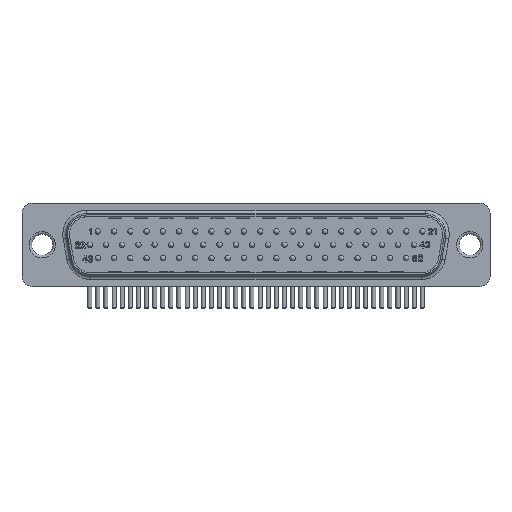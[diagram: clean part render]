
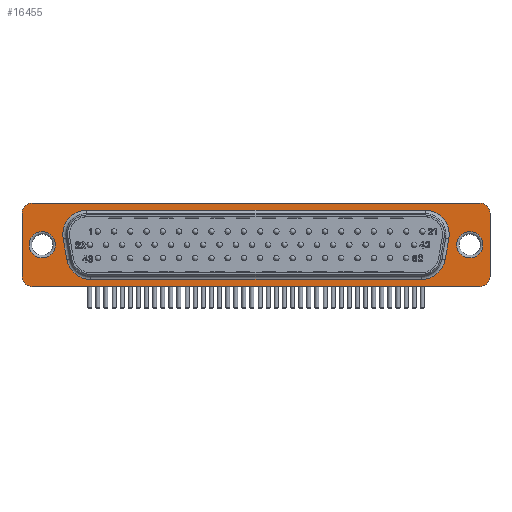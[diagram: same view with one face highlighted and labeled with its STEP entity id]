
A CAD part, top view. The second image highlights one B-rep face of the part: STEP entity #16455.
In plain terms, the highlighted face is planar.
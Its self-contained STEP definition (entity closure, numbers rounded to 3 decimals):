
#1174=FACE_BOUND('',#4535,.T.);
#1175=FACE_BOUND('',#4536,.T.);
#1176=FACE_BOUND('',#4537,.T.);
#1583=PLANE('',#18221);
#2718=FACE_OUTER_BOUND('',#4534,.T.);
#4534=EDGE_LOOP('',(#14184,#14185,#14186,#14187,#14188,#14189,#14190,#14191));
#4535=EDGE_LOOP('',(#14192));
#4536=EDGE_LOOP('',(#14193,#14194,#14195,#14196,#14197,#14198,#14199,#14200));
#4537=EDGE_LOOP('',(#14201));
#5452=LINE('',#32908,#6558);
#5453=LINE('',#32912,#6559);
#5454=LINE('',#32916,#6560);
#5455=LINE('',#32919,#6561);
#5456=LINE('',#32924,#6562);
#5457=LINE('',#32928,#6563);
#5458=LINE('',#32932,#6564);
#5459=LINE('',#32936,#6565);
#6558=VECTOR('',#22225,66.5);
#6559=VECTOR('',#22228,9.4);
#6560=VECTOR('',#22231,66.5);
#6561=VECTOR('',#22234,9.4);
#6562=VECTOR('',#22237,49.107);
#6563=VECTOR('',#22240,3.148);
#6564=VECTOR('',#22243,50.2);
#6565=VECTOR('',#22246,3.148);
#7798=CIRCLE('',#18220,1.95);
#7799=CIRCLE('',#18222,1.5);
#7800=CIRCLE('',#18223,1.5);
#7801=CIRCLE('',#18224,1.5);
#7802=CIRCLE('',#18225,1.5);
#7803=CIRCLE('',#18226,1.95);
#7804=CIRCLE('',#18227,3.6);
#7805=CIRCLE('',#18228,3.6);
#7806=CIRCLE('',#18229,3.6);
#7807=CIRCLE('',#18230,3.6);
#8992=VERTEX_POINT('',#32901);
#8993=VERTEX_POINT('',#32904);
#8994=VERTEX_POINT('',#32905);
#8995=VERTEX_POINT('',#32907);
#8996=VERTEX_POINT('',#32909);
#8997=VERTEX_POINT('',#32911);
#8998=VERTEX_POINT('',#32913);
#8999=VERTEX_POINT('',#32915);
#9000=VERTEX_POINT('',#32917);
#9001=VERTEX_POINT('',#32920);
#9002=VERTEX_POINT('',#32922);
#9003=VERTEX_POINT('',#32923);
#9004=VERTEX_POINT('',#32925);
#9005=VERTEX_POINT('',#32927);
#9006=VERTEX_POINT('',#32929);
#9007=VERTEX_POINT('',#32931);
#9008=VERTEX_POINT('',#32933);
#9009=VERTEX_POINT('',#32935);
#10782=EDGE_CURVE('',#8992,#8992,#7798,.T.);
#10783=EDGE_CURVE('',#8993,#8994,#7799,.T.);
#10784=EDGE_CURVE('',#8995,#8993,#5452,.T.);
#10785=EDGE_CURVE('',#8996,#8995,#7800,.T.);
#10786=EDGE_CURVE('',#8997,#8996,#5453,.T.);
#10787=EDGE_CURVE('',#8998,#8997,#7801,.T.);
#10788=EDGE_CURVE('',#8999,#8998,#5454,.T.);
#10789=EDGE_CURVE('',#9000,#8999,#7802,.T.);
#10790=EDGE_CURVE('',#8994,#9000,#5455,.T.);
#10791=EDGE_CURVE('',#9001,#9001,#7803,.T.);
#10792=EDGE_CURVE('',#9002,#9003,#5456,.T.);
#10793=EDGE_CURVE('',#9004,#9002,#7804,.T.);
#10794=EDGE_CURVE('',#9005,#9004,#5457,.T.);
#10795=EDGE_CURVE('',#9006,#9005,#7805,.T.);
#10796=EDGE_CURVE('',#9007,#9006,#5458,.T.);
#10797=EDGE_CURVE('',#9008,#9007,#7806,.T.);
#10798=EDGE_CURVE('',#9009,#9008,#5459,.T.);
#10799=EDGE_CURVE('',#9003,#9009,#7807,.T.);
#14184=ORIENTED_EDGE('',*,*,#10783,.F.);
#14185=ORIENTED_EDGE('',*,*,#10784,.F.);
#14186=ORIENTED_EDGE('',*,*,#10785,.F.);
#14187=ORIENTED_EDGE('',*,*,#10786,.F.);
#14188=ORIENTED_EDGE('',*,*,#10787,.F.);
#14189=ORIENTED_EDGE('',*,*,#10788,.F.);
#14190=ORIENTED_EDGE('',*,*,#10789,.F.);
#14191=ORIENTED_EDGE('',*,*,#10790,.F.);
#14192=ORIENTED_EDGE('',*,*,#10791,.F.);
#14193=ORIENTED_EDGE('',*,*,#10792,.F.);
#14194=ORIENTED_EDGE('',*,*,#10793,.F.);
#14195=ORIENTED_EDGE('',*,*,#10794,.F.);
#14196=ORIENTED_EDGE('',*,*,#10795,.F.);
#14197=ORIENTED_EDGE('',*,*,#10796,.F.);
#14198=ORIENTED_EDGE('',*,*,#10797,.F.);
#14199=ORIENTED_EDGE('',*,*,#10798,.F.);
#14200=ORIENTED_EDGE('',*,*,#10799,.F.);
#14201=ORIENTED_EDGE('',*,*,#10782,.F.);
#16455=ADVANCED_FACE('',(#2718,#1174,#1175,#1176),#1583,.F.);
#18220=AXIS2_PLACEMENT_3D('',#32902,#22219,#22220);
#18221=AXIS2_PLACEMENT_3D('',#32903,#22221,#22222);
#18222=AXIS2_PLACEMENT_3D('',#32906,#22223,#22224);
#18223=AXIS2_PLACEMENT_3D('',#32910,#22226,#22227);
#18224=AXIS2_PLACEMENT_3D('',#32914,#22229,#22230);
#18225=AXIS2_PLACEMENT_3D('',#32918,#22232,#22233);
#18226=AXIS2_PLACEMENT_3D('',#32921,#22235,#22236);
#18227=AXIS2_PLACEMENT_3D('',#32926,#22238,#22239);
#18228=AXIS2_PLACEMENT_3D('',#32930,#22241,#22242);
#18229=AXIS2_PLACEMENT_3D('',#32934,#22244,#22245);
#18230=AXIS2_PLACEMENT_3D('',#32937,#22247,#22248);
#22219=DIRECTION('center_axis',(0.,0.,-1.));
#22220=DIRECTION('ref_axis',(-1.,0.,0.));
#22221=DIRECTION('center_axis',(0.,0.,1.));
#22222=DIRECTION('ref_axis',(1.,0.,0.));
#22223=DIRECTION('center_axis',(0.,0.,1.));
#22224=DIRECTION('ref_axis',(-0.707,0.707,0.));
#22225=DIRECTION('',(-1.,0.,0.));
#22226=DIRECTION('center_axis',(0.,0.,1.));
#22227=DIRECTION('ref_axis',(0.707,0.707,0.));
#22228=DIRECTION('',(0.,1.,0.));
#22229=DIRECTION('center_axis',(0.,0.,1.));
#22230=DIRECTION('ref_axis',(0.707,-0.707,0.));
#22231=DIRECTION('',(1.,0.,0.));
#22232=DIRECTION('center_axis',(0.,0.,1.));
#22233=DIRECTION('ref_axis',(-0.707,-0.707,0.));
#22234=DIRECTION('',(0.,-1.,0.));
#22235=DIRECTION('center_axis',(0.,0.,-1.));
#22236=DIRECTION('ref_axis',(-1.,0.,0.));
#22237=DIRECTION('',(-1.,0.,0.));
#22238=DIRECTION('center_axis',(0.,0.,-1.));
#22239=DIRECTION('ref_axis',(0.643,-0.766,0.));
#22240=DIRECTION('',(-0.174,-0.985,0.));
#22241=DIRECTION('center_axis',(0.,0.,-1.));
#22242=DIRECTION('ref_axis',(0.766,0.643,0.));
#22243=DIRECTION('',(1.,0.,0.));
#22244=DIRECTION('center_axis',(0.,0.,-1.));
#22245=DIRECTION('ref_axis',(-0.766,0.643,0.));
#22246=DIRECTION('',(-0.174,0.985,0.));
#22247=DIRECTION('center_axis',(0.,0.,-1.));
#22248=DIRECTION('ref_axis',(-0.643,-0.766,0.));
#32901=CARTESIAN_POINT('',(33.7,0.,-0.5));
#32902=CARTESIAN_POINT('Origin',(31.75,0.,-0.5));
#32903=CARTESIAN_POINT('Origin',(17.646,0.016,-0.5));
#32904=CARTESIAN_POINT('',(-33.25,6.2,-0.5));
#32905=CARTESIAN_POINT('',(-34.75,4.7,-0.5));
#32906=CARTESIAN_POINT('Origin',(-33.25,4.7,-0.5));
#32907=CARTESIAN_POINT('',(33.25,6.2,-0.5));
#32908=CARTESIAN_POINT('',(34.75,6.2,-0.5));
#32909=CARTESIAN_POINT('',(34.75,4.7,-0.5));
#32910=CARTESIAN_POINT('Origin',(33.25,4.7,-0.5));
#32911=CARTESIAN_POINT('',(34.75,-4.7,-0.5));
#32912=CARTESIAN_POINT('',(34.75,-6.2,-0.5));
#32913=CARTESIAN_POINT('',(33.25,-6.2,-0.5));
#32914=CARTESIAN_POINT('Origin',(33.25,-4.7,-0.5));
#32915=CARTESIAN_POINT('',(-33.25,-6.2,-0.5));
#32916=CARTESIAN_POINT('',(-34.75,-6.2,-0.5));
#32917=CARTESIAN_POINT('',(-34.75,-4.7,-0.5));
#32918=CARTESIAN_POINT('Origin',(-33.25,-4.7,-0.5));
#32919=CARTESIAN_POINT('',(-34.75,6.2,-0.5));
#32920=CARTESIAN_POINT('',(-29.8,0.,-0.5));
#32921=CARTESIAN_POINT('Origin',(-31.75,0.,-0.5));
#32922=CARTESIAN_POINT('',(24.553,-5.15,-0.5));
#32923=CARTESIAN_POINT('',(-24.553,-5.15,-0.5));
#32924=CARTESIAN_POINT('',(8.823,-5.15,-0.5));
#32925=CARTESIAN_POINT('',(28.099,-2.175,-0.5));
#32926=CARTESIAN_POINT('Origin',(24.553,-1.55,-0.5));
#32927=CARTESIAN_POINT('',(28.645,0.925,-0.5));
#32928=CARTESIAN_POINT('',(28.128,-2.006,-0.5));
#32929=CARTESIAN_POINT('',(25.1,5.15,-0.5));
#32930=CARTESIAN_POINT('Origin',(25.1,1.55,-0.5));
#32931=CARTESIAN_POINT('',(-25.1,5.15,-0.5));
#32932=CARTESIAN_POINT('',(8.823,5.15,-0.5));
#32933=CARTESIAN_POINT('',(-28.645,0.925,-0.5));
#32934=CARTESIAN_POINT('Origin',(-25.1,1.55,-0.5));
#32935=CARTESIAN_POINT('',(-28.099,-2.175,-0.5));
#32936=CARTESIAN_POINT('',(-27.87,-3.474,-0.5));
#32937=CARTESIAN_POINT('Origin',(-24.553,-1.55,-0.5));
